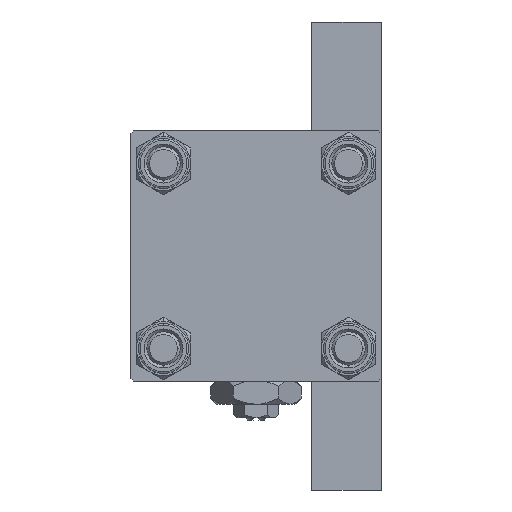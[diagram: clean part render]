
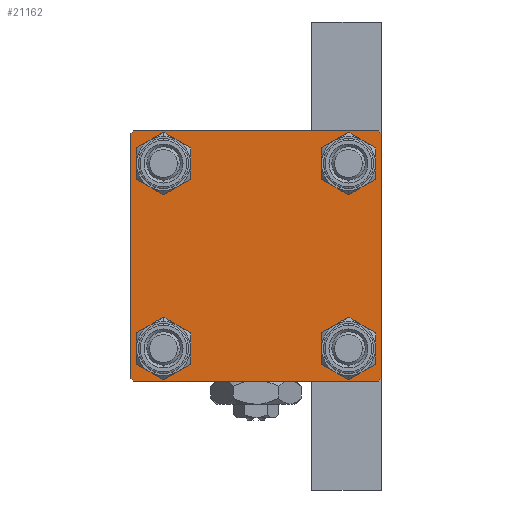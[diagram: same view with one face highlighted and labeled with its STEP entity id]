
A CAD part, left-side view. The second image highlights one B-rep face of the part: STEP entity #21162.
In plain terms, the highlighted planar face has unit normal (-1, 0, 0).
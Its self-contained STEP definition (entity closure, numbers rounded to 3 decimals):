
#54 = ORIENTED_EDGE ( 'NONE', *, *, #17033, .T. ) ;
#1327 = VERTEX_POINT ( 'NONE', #47273 ) ;
#1428 = EDGE_LOOP ( 'NONE', ( #54, #40294 ) ) ;
#1585 = VERTEX_POINT ( 'NONE', #20008 ) ;
#1855 = CARTESIAN_POINT ( 'NONE',  ( 0., 22., 22.5 ) ) ;
#1920 = DIRECTION ( 'NONE',  ( 0., -1., 0. ) ) ;
#2559 = CARTESIAN_POINT ( 'NONE',  ( 0., -22.5, 22.5 ) ) ;
#2560 = ORIENTED_EDGE ( 'NONE', *, *, #26886, .T. ) ;
#2759 = CARTESIAN_POINT ( 'NONE',  ( 0., 22.25, -22.25 ) ) ;
#2807 = LINE ( 'NONE', #2559, #27670 ) ;
#3153 = CARTESIAN_POINT ( 'NONE',  ( 0., 22.5, 22.5 ) ) ;
#3226 = FACE_BOUND ( 'NONE', #27841, .T. ) ;
#3251 = VECTOR ( 'NONE', #33177, 1000. ) ;
#3625 = CARTESIAN_POINT ( 'NONE',  ( 0., -16.6, 20.1 ) ) ;
#3693 = VERTEX_POINT ( 'NONE', #10400 ) ;
#3712 = DIRECTION ( 'NONE',  ( 0., 0.707, 0.707 ) ) ;
#3975 = DIRECTION ( 'NONE',  ( 0., 0., 1. ) ) ;
#4089 = AXIS2_PLACEMENT_3D ( 'NONE', #17225, #35398, #35904 ) ;
#4280 = CARTESIAN_POINT ( 'NONE',  ( 0., 22.5, 22. ) ) ;
#4305 = ORIENTED_EDGE ( 'NONE', *, *, #21711, .T. ) ;
#4487 = CARTESIAN_POINT ( 'NONE',  ( 0., -22., -22.5 ) ) ;
#4890 = VERTEX_POINT ( 'NONE', #39356 ) ;
#5438 = DIRECTION ( 'NONE',  ( 0., 0., 1. ) ) ;
#5894 = EDGE_CURVE ( 'NONE', #43487, #23653, #44679, .T. ) ;
#6759 = LINE ( 'NONE', #41261, #14192 ) ;
#7505 = FACE_BOUND ( 'NONE', #1428, .T. ) ;
#8466 = CIRCLE ( 'NONE', #30976, 3.5 ) ;
#8563 = VERTEX_POINT ( 'NONE', #1855 ) ;
#9209 = CARTESIAN_POINT ( 'NONE',  ( 0., 16.6, 16.6 ) ) ;
#9392 = DIRECTION ( 'NONE',  ( 0., 0., 1. ) ) ;
#9571 = CARTESIAN_POINT ( 'NONE',  ( 0., 16.6, -16.6 ) ) ;
#10008 = VECTOR ( 'NONE', #41287, 1000. ) ;
#10190 = EDGE_CURVE ( 'NONE', #38436, #19970, #6759, .T. ) ;
#10400 = CARTESIAN_POINT ( 'NONE',  ( 0., -16.6, 13.1 ) ) ;
#10550 = VECTOR ( 'NONE', #14736, 1000. ) ;
#10637 = CARTESIAN_POINT ( 'NONE',  ( 0., 16.6, -20.1 ) ) ;
#11803 = ORIENTED_EDGE ( 'NONE', *, *, #24921, .F. ) ;
#12353 = CIRCLE ( 'NONE', #29222, 3.5 ) ;
#12537 = AXIS2_PLACEMENT_3D ( 'NONE', #25295, #48196, #21755 ) ;
#12833 = EDGE_CURVE ( 'NONE', #8563, #19970, #36428, .T. ) ;
#12858 = ORIENTED_EDGE ( 'NONE', *, *, #41794, .T. ) ;
#13101 = ORIENTED_EDGE ( 'NONE', *, *, #14266, .T. ) ;
#13116 = AXIS2_PLACEMENT_3D ( 'NONE', #9209, #24563, #5438 ) ;
#13287 = CARTESIAN_POINT ( 'NONE',  ( 0., -16.6, -16.6 ) ) ;
#14192 = VECTOR ( 'NONE', #3712, 1000. ) ;
#14266 = EDGE_CURVE ( 'NONE', #29900, #1585, #45214, .T. ) ;
#14382 = VERTEX_POINT ( 'NONE', #27065 ) ;
#14411 = DIRECTION ( 'NONE',  ( 1., 0., 0. ) ) ;
#14736 = DIRECTION ( 'NONE',  ( 0., 0., -1. ) ) ;
#15055 = FACE_BOUND ( 'NONE', #31620, .T. ) ;
#15171 = ORIENTED_EDGE ( 'NONE', *, *, #23683, .T. ) ;
#15216 = AXIS2_PLACEMENT_3D ( 'NONE', #28549, #43892, #9392 ) ;
#16860 = EDGE_CURVE ( 'NONE', #8563, #29900, #18519, .T. ) ;
#17033 = EDGE_CURVE ( 'NONE', #14382, #20876, #25809, .T. ) ;
#17225 = CARTESIAN_POINT ( 'NONE',  ( 0., -16.6, -16.6 ) ) ;
#18050 = ORIENTED_EDGE ( 'NONE', *, *, #16860, .T. ) ;
#18193 = CARTESIAN_POINT ( 'NONE',  ( 0., -16.6, 16.6 ) ) ;
#18281 = CARTESIAN_POINT ( 'NONE',  ( 0., 22.25, 22.25 ) ) ;
#18519 = LINE ( 'NONE', #18281, #3251 ) ;
#19970 = VERTEX_POINT ( 'NONE', #49104 ) ;
#20008 = CARTESIAN_POINT ( 'NONE',  ( 0., 22.5, -22. ) ) ;
#20144 = VECTOR ( 'NONE', #1920, 1000. ) ;
#20632 = CIRCLE ( 'NONE', #49594, 3.5 ) ;
#20666 = ORIENTED_EDGE ( 'NONE', *, *, #5894, .T. ) ;
#20865 = EDGE_LOOP ( 'NONE', ( #13101, #37112, #23721, #2560, #11803, #39359, #40639, #18050 ) ) ;
#20876 = VERTEX_POINT ( 'NONE', #47394 ) ;
#21162 = ADVANCED_FACE ( 'NONE', ( #3226, #7505, #33978, #15055, #23101 ), #38480, .T. ) ;
#21195 = CARTESIAN_POINT ( 'NONE',  ( 0., 16.6, 16.6 ) ) ;
#21711 = EDGE_CURVE ( 'NONE', #1327, #48386, #36453, .T. ) ;
#21755 = DIRECTION ( 'NONE',  ( 0., 0., 1. ) ) ;
#22267 = EDGE_CURVE ( 'NONE', #48386, #1327, #26766, .T. ) ;
#23101 = FACE_OUTER_BOUND ( 'NONE', #20865, .T. ) ;
#23552 = AXIS2_PLACEMENT_3D ( 'NONE', #21195, #37323, #32568 ) ;
#23653 = VERTEX_POINT ( 'NONE', #40382 ) ;
#23683 = EDGE_CURVE ( 'NONE', #46628, #3693, #12353, .T. ) ;
#23721 = ORIENTED_EDGE ( 'NONE', *, *, #30322, .T. ) ;
#24080 = CARTESIAN_POINT ( 'NONE',  ( 0., 22.5, 22.5 ) ) ;
#24563 = DIRECTION ( 'NONE',  ( 1., 0., 0. ) ) ;
#24921 = EDGE_CURVE ( 'NONE', #38436, #4890, #2807, .T. ) ;
#25295 = CARTESIAN_POINT ( 'NONE',  ( 0., 16.6, -16.6 ) ) ;
#25353 = VERTEX_POINT ( 'NONE', #4487 ) ;
#25809 = CIRCLE ( 'NONE', #4089, 3.5 ) ;
#26418 = DIRECTION ( 'NONE',  ( 1., 0., 0. ) ) ;
#26766 = CIRCLE ( 'NONE', #13116, 3.5 ) ;
#26886 = EDGE_CURVE ( 'NONE', #25353, #4890, #32325, .T. ) ;
#27065 = CARTESIAN_POINT ( 'NONE',  ( 0., -16.6, -13.1 ) ) ;
#27670 = VECTOR ( 'NONE', #48872, 1000. ) ;
#27841 = EDGE_LOOP ( 'NONE', ( #15171, #12858 ) ) ;
#28549 = CARTESIAN_POINT ( 'NONE',  ( 0., -16.6, 16.6 ) ) ;
#28552 = CARTESIAN_POINT ( 'NONE',  ( 0., -22.25, -22.25 ) ) ;
#29032 = DIRECTION ( 'NONE',  ( 0., -0.707, 0.707 ) ) ;
#29074 = ORIENTED_EDGE ( 'NONE', *, *, #22267, .T. ) ;
#29164 = AXIS2_PLACEMENT_3D ( 'NONE', #30201, #30437, #3975 ) ;
#29222 = AXIS2_PLACEMENT_3D ( 'NONE', #18193, #14411, #29794 ) ;
#29794 = DIRECTION ( 'NONE',  ( 0., 0., 1. ) ) ;
#29801 = CARTESIAN_POINT ( 'NONE',  ( 0., -22.5, 22. ) ) ;
#29900 = VERTEX_POINT ( 'NONE', #4280 ) ;
#30201 = CARTESIAN_POINT ( 'NONE',  ( 0., 0., 0. ) ) ;
#30322 = EDGE_CURVE ( 'NONE', #49268, #25353, #40443, .T. ) ;
#30437 = DIRECTION ( 'NONE',  ( -1., 0., 0. ) ) ;
#30739 = EDGE_CURVE ( 'NONE', #1585, #49268, #37745, .T. ) ;
#30976 = AXIS2_PLACEMENT_3D ( 'NONE', #9571, #26418, #37271 ) ;
#31618 = EDGE_CURVE ( 'NONE', #23653, #43487, #8466, .T. ) ;
#31620 = EDGE_LOOP ( 'NONE', ( #29074, #4305 ) ) ;
#32149 = CIRCLE ( 'NONE', #15216, 3.5 ) ;
#32325 = LINE ( 'NONE', #28552, #33372 ) ;
#32568 = DIRECTION ( 'NONE',  ( 0., 0., 1. ) ) ;
#32773 = CARTESIAN_POINT ( 'NONE',  ( 0., 16.6, 20.1 ) ) ;
#33177 = DIRECTION ( 'NONE',  ( 0., 0.707, -0.707 ) ) ;
#33372 = VECTOR ( 'NONE', #29032, 1000. ) ;
#33978 = FACE_BOUND ( 'NONE', #43993, .T. ) ;
#35398 = DIRECTION ( 'NONE',  ( 1., 0., 0. ) ) ;
#35772 = EDGE_CURVE ( 'NONE', #20876, #14382, #20632, .T. ) ;
#35904 = DIRECTION ( 'NONE',  ( 0., 0., 1. ) ) ;
#36428 = LINE ( 'NONE', #24080, #20144 ) ;
#36453 = CIRCLE ( 'NONE', #23552, 3.5 ) ;
#36663 = DIRECTION ( 'NONE',  ( 0., -1., 0. ) ) ;
#37112 = ORIENTED_EDGE ( 'NONE', *, *, #30739, .T. ) ;
#37271 = DIRECTION ( 'NONE',  ( 0., 0., 1. ) ) ;
#37323 = DIRECTION ( 'NONE',  ( 1., 0., 0. ) ) ;
#37745 = LINE ( 'NONE', #2759, #10008 ) ;
#38436 = VERTEX_POINT ( 'NONE', #29801 ) ;
#38480 = PLANE ( 'NONE',  #29164 ) ;
#38982 = VECTOR ( 'NONE', #36663, 1000. ) ;
#39356 = CARTESIAN_POINT ( 'NONE',  ( 0., -22.5, -22. ) ) ;
#39359 = ORIENTED_EDGE ( 'NONE', *, *, #10190, .T. ) ;
#40294 = ORIENTED_EDGE ( 'NONE', *, *, #35772, .T. ) ;
#40382 = CARTESIAN_POINT ( 'NONE',  ( 0., 16.6, -13.1 ) ) ;
#40443 = LINE ( 'NONE', #43964, #38982 ) ;
#40639 = ORIENTED_EDGE ( 'NONE', *, *, #12833, .F. ) ;
#41261 = CARTESIAN_POINT ( 'NONE',  ( 0., -22.25, 22.25 ) ) ;
#41287 = DIRECTION ( 'NONE',  ( 0., -0.707, -0.707 ) ) ;
#41558 = CARTESIAN_POINT ( 'NONE',  ( 0., 22., -22.5 ) ) ;
#41794 = EDGE_CURVE ( 'NONE', #3693, #46628, #32149, .T. ) ;
#43487 = VERTEX_POINT ( 'NONE', #10637 ) ;
#43892 = DIRECTION ( 'NONE',  ( 1., 0., 0. ) ) ;
#43964 = CARTESIAN_POINT ( 'NONE',  ( 0., 22.5, -22.5 ) ) ;
#43993 = EDGE_LOOP ( 'NONE', ( #44559, #20666 ) ) ;
#44559 = ORIENTED_EDGE ( 'NONE', *, *, #31618, .T. ) ;
#44679 = CIRCLE ( 'NONE', #12537, 3.5 ) ;
#45214 = LINE ( 'NONE', #3153, #10550 ) ;
#46628 = VERTEX_POINT ( 'NONE', #3625 ) ;
#47273 = CARTESIAN_POINT ( 'NONE',  ( 0., 16.6, 13.1 ) ) ;
#47394 = CARTESIAN_POINT ( 'NONE',  ( 0., -16.6, -20.1 ) ) ;
#47775 = DIRECTION ( 'NONE',  ( 1., 0., 0. ) ) ;
#48196 = DIRECTION ( 'NONE',  ( 1., 0., 0. ) ) ;
#48386 = VERTEX_POINT ( 'NONE', #32773 ) ;
#48771 = DIRECTION ( 'NONE',  ( 0., 0., 1. ) ) ;
#48872 = DIRECTION ( 'NONE',  ( 0., 0., -1. ) ) ;
#49104 = CARTESIAN_POINT ( 'NONE',  ( 0., -22., 22.5 ) ) ;
#49268 = VERTEX_POINT ( 'NONE', #41558 ) ;
#49594 = AXIS2_PLACEMENT_3D ( 'NONE', #13287, #47775, #48771 ) ;
